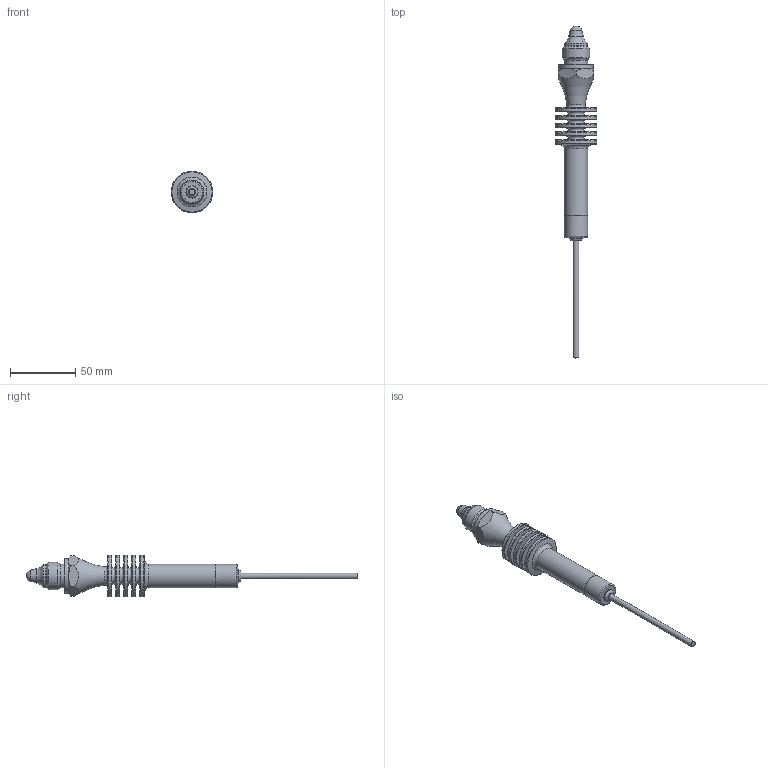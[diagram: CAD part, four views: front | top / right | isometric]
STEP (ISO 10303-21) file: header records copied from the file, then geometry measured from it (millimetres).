
FILE_DESCRIPTION( ( 'Unknown' ), '1' );
FILE_NAME( 'LBFS-x2Exx.x.stp', 'Unknown', ( 'Unknown' ), ( 'Unknown' ), 'PSStep 15.0.49', 'Unknown', ' ' );
FILE_SCHEMA( ( 'AUTOMOTIVE_DESIGN { 1 0 10303 214 1 1 1 1 }' ) );
Length unit declared in the file: millimetre
Products named in the file (1): 11161065 04
Bounding box: 32 x 255.16 x 32 mm (x, y, z)
Volume: 35404.3 mm3; surface area: 25426.9 mm2
Topology: 1 solids, 7 shells, 148 faces, 318 edges, 204 vertices
Faces by surface type: plane 50, cylinder 46, cone 27, torus 22, bspline 2, sphere 1
Full cylindrical faces by diameter (mm): 2.3 x2, 4.534 x2, 6.2 x1, 9.3 x2, 10 x1, 12 x2, 12.6 x1, 12.9 x1, 12.917 x1, 14.5 x1, 15 x3, 15.15 x3, 15.3 x1, 15.45 x4, 15.5 x1, 15.6 x2, 16.5 x1, 18 x4, 18.4 x1, 20.955 x1, 24 x1, 26.9 x1, 32 x5
Entity records: 5296 total; most frequent: CARTESIAN_POINT 1424, DIRECTION 590, ORIENTED_EDGE 378, AXIS2_PLACEMENT_3D 286, EDGE_LOOP 270, FACE_OUTER_BOUND 210, EDGE_CURVE 189, VERTEX_POINT 166
